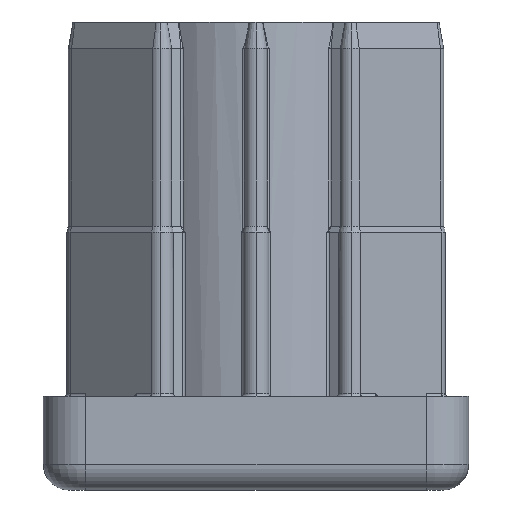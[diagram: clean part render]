
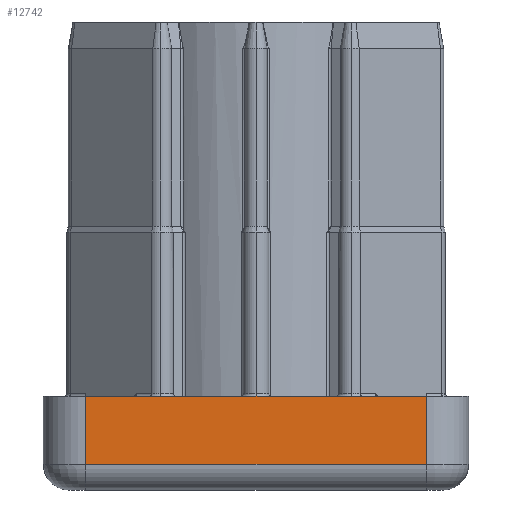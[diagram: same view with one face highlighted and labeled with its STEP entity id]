
A CAD part, left-side view. The second image highlights one B-rep face of the part: STEP entity #12742.
In plain terms, the highlighted planar face has unit normal (-1, 0, 0).
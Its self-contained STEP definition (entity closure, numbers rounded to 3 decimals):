
#279 = EDGE_CURVE ( 'NONE', #735, #3563, #10339, .T. ) ;
#735 = VERTEX_POINT ( 'NONE', #4154 ) ;
#766 = PLANE ( 'NONE',  #8063 ) ;
#2379 = LINE ( 'NONE', #12391, #14940 ) ;
#2921 = VECTOR ( 'NONE', #6301, 1000. ) ;
#2990 = VERTEX_POINT ( 'NONE', #8565 ) ;
#3007 = ORIENTED_EDGE ( 'NONE', *, *, #7237, .F. ) ;
#3260 = ORIENTED_EDGE ( 'NONE', *, *, #6121, .T. ) ;
#3563 = VERTEX_POINT ( 'NONE', #8797 ) ;
#3865 = VECTOR ( 'NONE', #12110, 1000. ) ;
#4154 = CARTESIAN_POINT ( 'NONE',  ( -25., 20., 3. ) ) ;
#6121 = EDGE_CURVE ( 'NONE', #7574, #735, #2379, .T. ) ;
#6301 = DIRECTION ( 'NONE',  ( 0., -1., 0. ) ) ;
#6988 = DIRECTION ( 'NONE',  ( 1., 0., 0. ) ) ;
#7237 = EDGE_CURVE ( 'NONE', #7574, #2990, #9793, .T. ) ;
#7574 = VERTEX_POINT ( 'NONE', #13158 ) ;
#7950 = CARTESIAN_POINT ( 'NONE',  ( -25., -20., 11. ) ) ;
#8063 = AXIS2_PLACEMENT_3D ( 'NONE', #11817, #6988, #15460 ) ;
#8263 = LINE ( 'NONE', #7950, #10346 ) ;
#8565 = CARTESIAN_POINT ( 'NONE',  ( -25., -20., 11. ) ) ;
#8797 = CARTESIAN_POINT ( 'NONE',  ( -25., -20., 3. ) ) ;
#9187 = DIRECTION ( 'NONE',  ( 0., 0., 1. ) ) ;
#9793 = LINE ( 'NONE', #12327, #2921 ) ;
#10339 = LINE ( 'NONE', #12679, #3865 ) ;
#10346 = VECTOR ( 'NONE', #9187, 1000. ) ;
#10662 = ORIENTED_EDGE ( 'NONE', *, *, #279, .T. ) ;
#11284 = FACE_OUTER_BOUND ( 'NONE', #14350, .T. ) ;
#11817 = CARTESIAN_POINT ( 'NONE',  ( -25., -25., 11. ) ) ;
#12098 = EDGE_CURVE ( 'NONE', #3563, #2990, #8263, .T. ) ;
#12110 = DIRECTION ( 'NONE',  ( 0., -1., 0. ) ) ;
#12327 = CARTESIAN_POINT ( 'NONE',  ( -25., -25., 11. ) ) ;
#12391 = CARTESIAN_POINT ( 'NONE',  ( -25., 20., 11. ) ) ;
#12679 = CARTESIAN_POINT ( 'NONE',  ( -25., -20., 3. ) ) ;
#12742 = ADVANCED_FACE ( 'NONE', ( #11284 ), #766, .F. ) ;
#13158 = CARTESIAN_POINT ( 'NONE',  ( -25., 20., 11. ) ) ;
#13593 = DIRECTION ( 'NONE',  ( 0., 0., -1. ) ) ;
#14350 = EDGE_LOOP ( 'NONE', ( #3260, #10662, #14772, #3007 ) ) ;
#14772 = ORIENTED_EDGE ( 'NONE', *, *, #12098, .T. ) ;
#14940 = VECTOR ( 'NONE', #13593, 1000. ) ;
#15460 = DIRECTION ( 'NONE',  ( 0., 0., -1. ) ) ;
